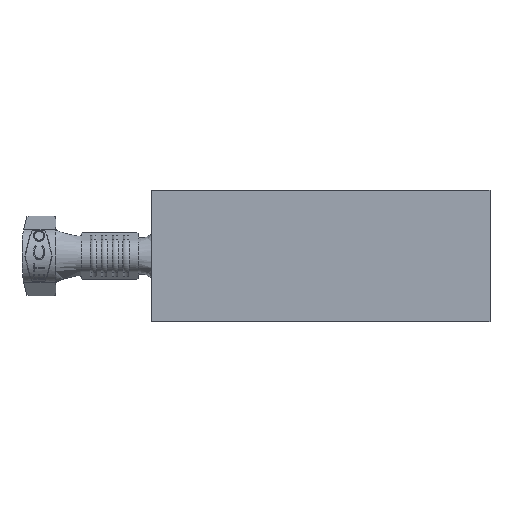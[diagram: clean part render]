
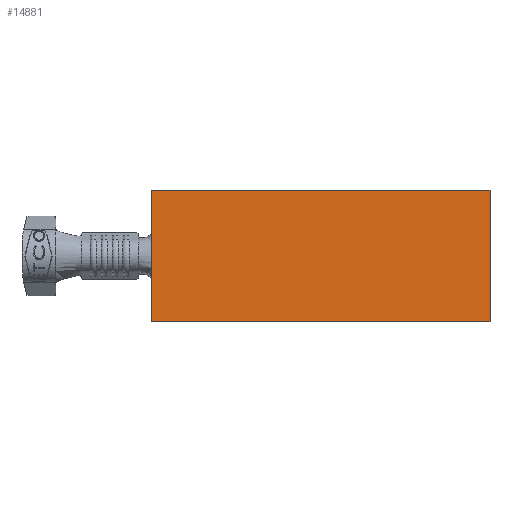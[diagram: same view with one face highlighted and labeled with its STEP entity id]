
A CAD part, front view. The second image highlights one B-rep face of the part: STEP entity #14881.
In plain terms, the highlighted planar face has unit normal (0, -1, 0).
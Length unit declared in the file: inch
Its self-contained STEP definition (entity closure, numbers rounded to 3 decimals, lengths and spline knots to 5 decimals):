
#251 = CARTESIAN_POINT ( 'NONE',  ( -0.933, 0., -0.181 ) ) ;
#279 = ORIENTED_EDGE ( 'NONE', *, *, #5444, .F. ) ;
#764 = DIRECTION ( 'NONE',  ( 0., 0., -1. ) ) ;
#1722 = ORIENTED_EDGE ( 'NONE', *, *, #2774, .T. ) ;
#2004 = LINE ( 'NONE', #10020, #8067 ) ;
#2198 = ORIENTED_EDGE ( 'NONE', *, *, #17345, .T. ) ;
#2761 = CARTESIAN_POINT ( 'NONE',  ( 0., 0., 0.181 ) ) ;
#2774 = EDGE_CURVE ( 'NONE', #9244, #3513, #2004, .T. ) ;
#3513 = VERTEX_POINT ( 'NONE', #13899 ) ;
#4606 = LINE ( 'NONE', #2761, #16311 ) ;
#5444 = EDGE_CURVE ( 'NONE', #10096, #14766, #4606, .T. ) ;
#7375 = DIRECTION ( 'NONE',  ( 0., 0., -1. ) ) ;
#7742 = DIRECTION ( 'NONE',  ( 1., 0., 0. ) ) ;
#7933 = EDGE_CURVE ( 'NONE', #9244, #10096, #10388, .T. ) ;
#8067 = VECTOR ( 'NONE', #764, 39.37008 ) ;
#8072 = CARTESIAN_POINT ( 'NONE',  ( 0., 0., -0.181 ) ) ;
#8132 = CARTESIAN_POINT ( 'NONE',  ( 0., 0., 0.181 ) ) ;
#8726 = CARTESIAN_POINT ( 'NONE',  ( -0.933, 0., 0.181 ) ) ;
#9244 = VERTEX_POINT ( 'NONE', #13379 ) ;
#9708 = LINE ( 'NONE', #251, #17698 ) ;
#10020 = CARTESIAN_POINT ( 'NONE',  ( -0.933, 0., 0.181 ) ) ;
#10096 = VERTEX_POINT ( 'NONE', #8132 ) ;
#10292 = DIRECTION ( 'NONE',  ( 0., 0., -1. ) ) ;
#10388 = LINE ( 'NONE', #15319, #18821 ) ;
#12040 = EDGE_LOOP ( 'NONE', ( #279, #16542, #1722, #2198 ) ) ;
#12522 = AXIS2_PLACEMENT_3D ( 'NONE', #8726, #19272, #10292 ) ;
#13379 = CARTESIAN_POINT ( 'NONE',  ( -0.933, 0., 0.181 ) ) ;
#13899 = CARTESIAN_POINT ( 'NONE',  ( -0.933, 0., -0.181 ) ) ;
#14766 = VERTEX_POINT ( 'NONE', #8072 ) ;
#14881 = ADVANCED_FACE ( 'NONE', ( #18017 ), #17759, .T. ) ;
#15319 = CARTESIAN_POINT ( 'NONE',  ( -0.933, 0., 0.181 ) ) ;
#16311 = VECTOR ( 'NONE', #7375, 39.37008 ) ;
#16542 = ORIENTED_EDGE ( 'NONE', *, *, #7933, .F. ) ;
#16999 = DIRECTION ( 'NONE',  ( 1., 0., 0. ) ) ;
#17345 = EDGE_CURVE ( 'NONE', #3513, #14766, #9708, .T. ) ;
#17698 = VECTOR ( 'NONE', #16999, 39.37008 ) ;
#17759 = PLANE ( 'NONE',  #12522 ) ;
#18017 = FACE_OUTER_BOUND ( 'NONE', #12040, .T. ) ;
#18821 = VECTOR ( 'NONE', #7742, 39.37008 ) ;
#19272 = DIRECTION ( 'NONE',  ( 0., -1., 0. ) ) ;
